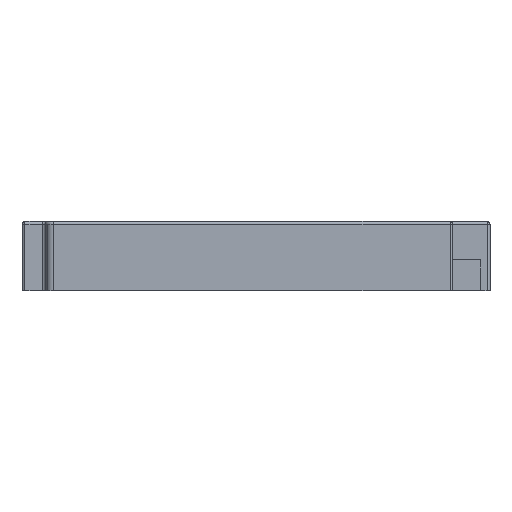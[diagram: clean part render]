
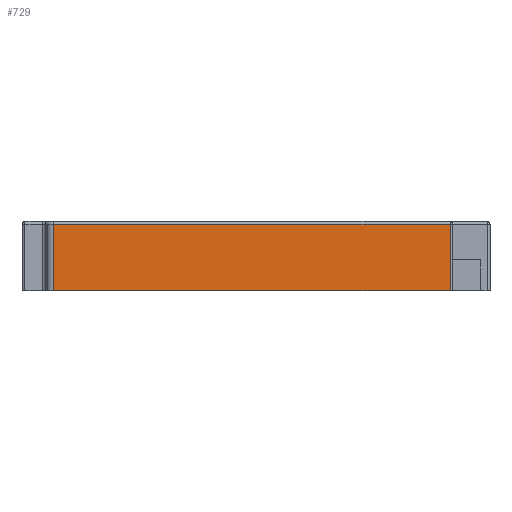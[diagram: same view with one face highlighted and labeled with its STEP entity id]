
A CAD part, left-side view. The second image highlights one B-rep face of the part: STEP entity #729.
In plain terms, the highlighted planar face has unit normal (-1, 0, 0).
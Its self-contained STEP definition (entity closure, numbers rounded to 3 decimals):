
#416 = VERTEX_POINT ( 'NONE', #6936 ) ;
#437 = DIRECTION ( 'NONE',  ( 0., 1., 0. ) ) ;
#729 = ADVANCED_FACE ( 'NONE', ( #10671 ), #3403, .T. ) ;
#872 = DIRECTION ( 'NONE',  ( 0., 0., 1. ) ) ;
#958 = DIRECTION ( 'NONE',  ( 0., 1., 0. ) ) ;
#1174 = EDGE_CURVE ( 'NONE', #6146, #4502, #4252, .T. ) ;
#1234 = ORIENTED_EDGE ( 'NONE', *, *, #1174, .T. ) ;
#1723 = CARTESIAN_POINT ( 'NONE',  ( 162.385, -47.655, 10. ) ) ;
#1819 = ORIENTED_EDGE ( 'NONE', *, *, #9107, .F. ) ;
#1913 = EDGE_CURVE ( 'NONE', #6146, #416, #10618, .T. ) ;
#2391 = EDGE_CURVE ( 'NONE', #4502, #9460, #9135, .T. ) ;
#2487 = CARTESIAN_POINT ( 'NONE',  ( 162.385, -65.848, -1.85 ) ) ;
#2705 = VECTOR ( 'NONE', #958, 1000. ) ;
#2730 = CARTESIAN_POINT ( 'NONE',  ( 162.385, -119.675, 10. ) ) ;
#3208 = VECTOR ( 'NONE', #5062, 1000. ) ;
#3396 = VECTOR ( 'NONE', #437, 1000. ) ;
#3403 = PLANE ( 'NONE',  #9493 ) ;
#4210 = ORIENTED_EDGE ( 'NONE', *, *, #1913, .F. ) ;
#4252 = LINE ( 'NONE', #9898, #3208 ) ;
#4502 = VERTEX_POINT ( 'NONE', #2730 ) ;
#4580 = LINE ( 'NONE', #5994, #5194 ) ;
#5062 = DIRECTION ( 'NONE',  ( 0., 0., 1. ) ) ;
#5086 = EDGE_LOOP ( 'NONE', ( #1234, #10564, #1819, #4210 ) ) ;
#5194 = VECTOR ( 'NONE', #6102, 1000. ) ;
#5994 = CARTESIAN_POINT ( 'NONE',  ( 162.385, -48.955, 0. ) ) ;
#6102 = DIRECTION ( 'NONE',  ( 0., 0., 1. ) ) ;
#6146 = VERTEX_POINT ( 'NONE', #10297 ) ;
#6809 = CARTESIAN_POINT ( 'NONE',  ( 162.385, -47.655, 0. ) ) ;
#6936 = CARTESIAN_POINT ( 'NONE',  ( 162.385, -48.955, -1.85 ) ) ;
#8218 = CARTESIAN_POINT ( 'NONE',  ( 162.385, -48.955, 10. ) ) ;
#8447 = DIRECTION ( 'NONE',  ( -1., 0., 0. ) ) ;
#9107 = EDGE_CURVE ( 'NONE', #416, #9460, #4580, .T. ) ;
#9135 = LINE ( 'NONE', #1723, #2705 ) ;
#9460 = VERTEX_POINT ( 'NONE', #8218 ) ;
#9493 = AXIS2_PLACEMENT_3D ( 'NONE', #6809, #8447, #872 ) ;
#9898 = CARTESIAN_POINT ( 'NONE',  ( 162.385, -119.675, 10.5 ) ) ;
#10297 = CARTESIAN_POINT ( 'NONE',  ( 162.385, -119.675, -1.85 ) ) ;
#10564 = ORIENTED_EDGE ( 'NONE', *, *, #2391, .T. ) ;
#10618 = LINE ( 'NONE', #2487, #3396 ) ;
#10671 = FACE_OUTER_BOUND ( 'NONE', #5086, .T. ) ;
